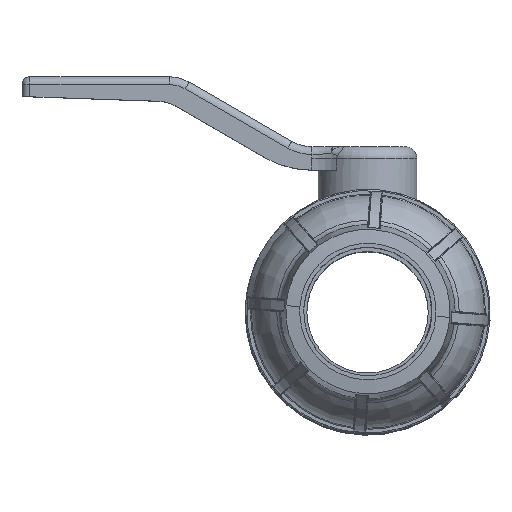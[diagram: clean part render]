
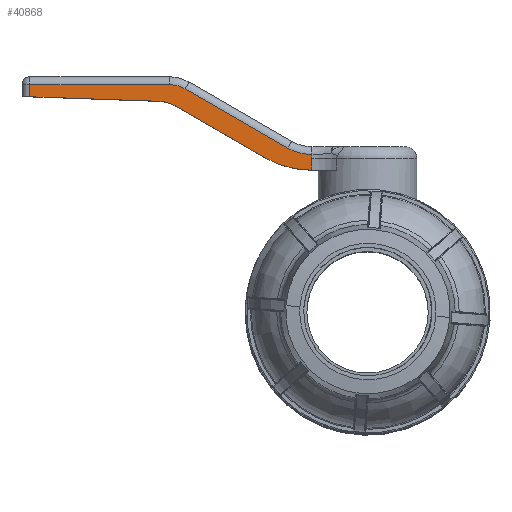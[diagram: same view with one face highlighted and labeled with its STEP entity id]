
A CAD part, top view. The second image highlights one B-rep face of the part: STEP entity #40868.
In plain terms, the highlighted planar face has unit normal (0, 0, 1).
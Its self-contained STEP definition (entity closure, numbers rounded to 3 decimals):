
#3928 = LINE ( 'NONE', #21467, #17945 ) ;
#3932 = LINE ( 'NONE', #21484, #17958 ) ;
#3933 = LINE ( 'NONE', #21495, #17967 ) ;
#3934 = LINE ( 'NONE', #21506, #17975 ) ;
#3938 = LINE ( 'NONE', #21602, #17995 ) ;
#4079 = FACE_OUTER_BOUND ( 'NONE', #45561, .T. ) ;
#17945 = VECTOR ( 'NONE', #21468, 1000. ) ;
#17958 = VECTOR ( 'NONE', #21485, 1000. ) ;
#17960 = CIRCLE ( 'NONE', #17962, 8. ) ;
#17962 = AXIS2_PLACEMENT_3D ( 'NONE', #21489, #21490, #21491 ) ;
#17967 = VECTOR ( 'NONE', #21496, 1000. ) ;
#17969 = CIRCLE ( 'NONE', #17970, 12. ) ;
#17970 = AXIS2_PLACEMENT_3D ( 'NONE', #21500, #21501, #21502 ) ;
#17975 = VECTOR ( 'NONE', #21507, 1000. ) ;
#17992 = CIRCLE ( 'NONE', #17996, 24. ) ;
#17995 = VECTOR ( 'NONE', #21603, 1000. ) ;
#17996 = AXIS2_PLACEMENT_3D ( 'NONE', #21604, #21605, #21606 ) ;
#19724 = B_SPLINE_CURVE_WITH_KNOTS ( 'NONE', 3,
 ( #21598, #21599, #21600, #21601 ),
 .UNSPECIFIED., .F., .F.,
 ( 4, 4 ),
 ( 0., 0.001 ),
 .UNSPECIFIED. ) ;
#21467 = CARTESIAN_POINT ( 'NONE',  ( -20.272, 33.533, 8. ) ) ;
#21468 = DIRECTION ( 'NONE',  ( 0., -1., 0. ) ) ;
#21484 = CARTESIAN_POINT ( 'NONE',  ( -20.272, 36.533, 8. ) ) ;
#21485 = DIRECTION ( 'NONE',  ( -1., 0., 0. ) ) ;
#21489 = CARTESIAN_POINT ( 'NONE',  ( 15.049, 28.533, 8. ) ) ;
#21490 = DIRECTION ( 'NONE',  ( 0., 0., 1. ) ) ;
#21491 = DIRECTION ( 'NONE',  ( 1., 0., 0. ) ) ;
#21495 = CARTESIAN_POINT ( 'NONE',  ( 19.049, 35.461, 8. ) ) ;
#21496 = DIRECTION ( 'NONE',  ( -0.866, 0.5, 0. ) ) ;
#21500 = CARTESIAN_POINT ( 'NONE',  ( 51.03, 30.854, 8. ) ) ;
#21501 = DIRECTION ( 'NONE',  ( 0., 0., -1. ) ) ;
#21502 = DIRECTION ( 'NONE',  ( 1., 0., 0. ) ) ;
#21506 = CARTESIAN_POINT ( 'NONE',  ( 51.03, 18.854, 8. ) ) ;
#21507 = DIRECTION ( 'NONE',  ( -1., 0., 0. ) ) ;
#21598 = CARTESIAN_POINT ( 'NONE',  ( 51.1, 17.854, 8. ) ) ;
#21599 = CARTESIAN_POINT ( 'NONE',  ( 51.1, 18.191, 8. ) ) ;
#21600 = CARTESIAN_POINT ( 'NONE',  ( 51.121, 18.524, 8. ) ) ;
#21601 = CARTESIAN_POINT ( 'NONE',  ( 51.162, 18.854, 8. ) ) ;
#21602 = CARTESIAN_POINT ( 'NONE',  ( -22.272, 33.533, 8. ) ) ;
#21603 = DIRECTION ( 'NONE',  ( 0.999, -0.035, 0. ) ) ;
#21604 = CARTESIAN_POINT ( 'NONE',  ( 51.173, 38.854, 8. ) ) ;
#21605 = DIRECTION ( 'NONE',  ( 0., 0., 1. ) ) ;
#21606 = DIRECTION ( 'NONE',  ( -1., 0., 0. ) ) ;
#23448 = AXIS2_PLACEMENT_3D ( 'NONE', #24838, #24839, #24840 ) ;
#24837 = PLANE ( 'NONE',  #23448 ) ;
#24838 = CARTESIAN_POINT ( 'NONE',  ( 51.03, 30.854, 8. ) ) ;
#24839 = DIRECTION ( 'NONE',  ( 0., 0., 1. ) ) ;
#24840 = DIRECTION ( 'NONE',  ( 1., 0., 0. ) ) ;
#26810 = LINE ( 'NONE', #34879, #32318 ) ;
#26813 = LINE ( 'NONE', #34918, #32329 ) ;
#29306 = CARTESIAN_POINT ( 'NONE',  ( 51.162, 18.854, 8. ) ) ;
#29307 = CARTESIAN_POINT ( 'NONE',  ( 51.03, 18.854, 8. ) ) ;
#29310 = CARTESIAN_POINT ( 'NONE',  ( 45.03, 20.461, 8. ) ) ;
#29311 = CARTESIAN_POINT ( 'NONE',  ( 19.049, 35.461, 8. ) ) ;
#29314 = CARTESIAN_POINT ( 'NONE',  ( 15.049, 36.533, 8. ) ) ;
#29318 = CARTESIAN_POINT ( 'NONE',  ( -20.272, 33.463, 8. ) ) ;
#29320 = CARTESIAN_POINT ( 'NONE',  ( -20.272, 36.533, 8. ) ) ;
#29359 = CARTESIAN_POINT ( 'NONE',  ( 51.1, 14.854, 8. ) ) ;
#29360 = CARTESIAN_POINT ( 'NONE',  ( 51.1, 17.854, 8. ) ) ;
#29362 = CARTESIAN_POINT ( 'NONE',  ( 12.128, 32.332, 8. ) ) ;
#29364 = CARTESIAN_POINT ( 'NONE',  ( 16.779, 30.998, 8. ) ) ;
#29368 = CARTESIAN_POINT ( 'NONE',  ( 39.173, 18.069, 8. ) ) ;
#32318 = VECTOR ( 'NONE', #34880, 1000. ) ;
#32322 = CIRCLE ( 'NONE', #32323, 10. ) ;
#32323 = AXIS2_PLACEMENT_3D ( 'NONE', #34894, #34896, #34898 ) ;
#32329 = VECTOR ( 'NONE', #34920, 1000. ) ;
#34879 = CARTESIAN_POINT ( 'NONE',  ( 39.173, 18.069, 8. ) ) ;
#34880 = DIRECTION ( 'NONE',  ( 0.866, -0.5, 0. ) ) ;
#34894 = CARTESIAN_POINT ( 'NONE',  ( 11.779, 22.338, 8. ) ) ;
#34896 = DIRECTION ( 'NONE',  ( 0., 0., -1. ) ) ;
#34898 = DIRECTION ( 'NONE',  ( 1., 0., 0. ) ) ;
#34918 = CARTESIAN_POINT ( 'NONE',  ( 51.1, 30.854, 8. ) ) ;
#34920 = DIRECTION ( 'NONE',  ( 0., 1., 0. ) ) ;
#39747 = ORIENTED_EDGE ( 'NONE', *, *, #40399, .T. ) ;
#39750 = ORIENTED_EDGE ( 'NONE', *, *, #40421, .T. ) ;
#39751 = ORIENTED_EDGE ( 'NONE', *, *, #40403, .T. ) ;
#39752 = ORIENTED_EDGE ( 'NONE', *, *, #40401, .T. ) ;
#39753 = ORIENTED_EDGE ( 'NONE', *, *, #40397, .T. ) ;
#39754 = ORIENTED_EDGE ( 'NONE', *, *, #40395, .T. ) ;
#39755 = ORIENTED_EDGE ( 'NONE', *, *, #40388, .T. ) ;
#39756 = ORIENTED_EDGE ( 'NONE', *, *, #40422, .T. ) ;
#39757 = ORIENTED_EDGE ( 'NONE', *, *, #40423, .T. ) ;
#39758 = ORIENTED_EDGE ( 'NONE', *, *, #43602, .T. ) ;
#39759 = ORIENTED_EDGE ( 'NONE', *, *, #43599, .T. ) ;
#39761 = ORIENTED_EDGE ( 'NONE', *, *, #43606, .T. ) ;
#40388 = EDGE_CURVE ( 'NONE', #42529, #42526, #3928, .T. ) ;
#40395 = EDGE_CURVE ( 'NONE', #42517, #42529, #3932, .T. ) ;
#40397 = EDGE_CURVE ( 'NONE', #42511, #42517, #17960, .T. ) ;
#40399 = EDGE_CURVE ( 'NONE', #42509, #42511, #3933, .T. ) ;
#40401 = EDGE_CURVE ( 'NONE', #42502, #42509, #17969, .T. ) ;
#40403 = EDGE_CURVE ( 'NONE', #42500, #42502, #3934, .T. ) ;
#40421 = EDGE_CURVE ( 'NONE', #42601, #42500, #19724, .T. ) ;
#40422 = EDGE_CURVE ( 'NONE', #42526, #42605, #3938, .T. ) ;
#40423 = EDGE_CURVE ( 'NONE', #42616, #42600, #17992, .T. ) ;
#40868 = ADVANCED_FACE ( 'NONE', ( #4079 ), #24837, .T. ) ;
#42500 = VERTEX_POINT ( 'NONE', #29306 ) ;
#42502 = VERTEX_POINT ( 'NONE', #29307 ) ;
#42509 = VERTEX_POINT ( 'NONE', #29310 ) ;
#42511 = VERTEX_POINT ( 'NONE', #29311 ) ;
#42517 = VERTEX_POINT ( 'NONE', #29314 ) ;
#42526 = VERTEX_POINT ( 'NONE', #29318 ) ;
#42529 = VERTEX_POINT ( 'NONE', #29320 ) ;
#42600 = VERTEX_POINT ( 'NONE', #29359 ) ;
#42601 = VERTEX_POINT ( 'NONE', #29360 ) ;
#42605 = VERTEX_POINT ( 'NONE', #29362 ) ;
#42609 = VERTEX_POINT ( 'NONE', #29364 ) ;
#42616 = VERTEX_POINT ( 'NONE', #29368 ) ;
#43599 = EDGE_CURVE ( 'NONE', #42609, #42616, #26810, .T. ) ;
#43602 = EDGE_CURVE ( 'NONE', #42605, #42609, #32322, .T. ) ;
#43606 = EDGE_CURVE ( 'NONE', #42600, #42601, #26813, .T. ) ;
#45561 = EDGE_LOOP ( 'NONE', ( #39750, #39751, #39752, #39747, #39753, #39754, #39755, #39756, #39758, #39759, #39757, #39761 ) ) ;
